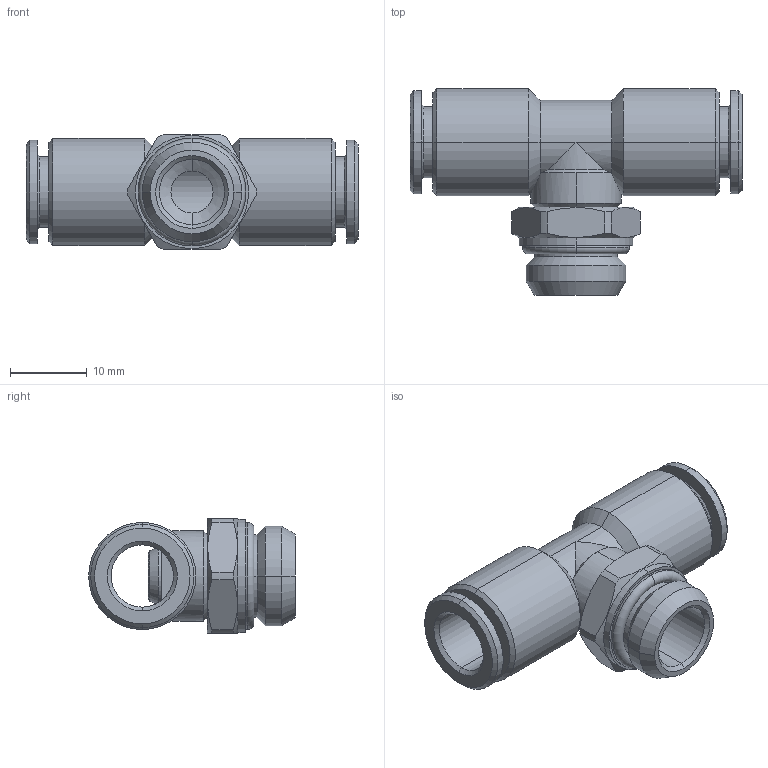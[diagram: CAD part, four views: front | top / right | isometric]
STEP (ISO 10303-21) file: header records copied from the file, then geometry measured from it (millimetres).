
FILE_DESCRIPTION (( 'STEP AP203' ), '1' );
FILE_NAME ('B0120042.STEP', '2011-03-31T07:13:57', ( '' ), ( 'sopra-pneumatic' ), 'SwSTEP 2.0', 'SolidWorks 2009', '' );
FILE_SCHEMA (( 'CONFIG_CONTROL_DESIGN' ));
Length unit declared in the file: millimetre
Products named in the file (1): B0120042
Bounding box: 43.4 x 27 x 15 mm (x, y, z)
Volume: 4939.9 mm3; surface area: 4858.9 mm2
Topology: 2 solids, 2 shells, 124 faces, 281 edges, 167 vertices
Faces by surface type: cylinder 45, cone 45, plane 30, torus 4
Entity records: 3666 total; most frequent: CARTESIAN_POINT 772, DIRECTION 630, ORIENTED_EDGE 562, EDGE_CURVE 281, AXIS2_PLACEMENT_3D 255, VERTEX_POINT 167, EDGE_LOOP 136, CIRCLE 130
